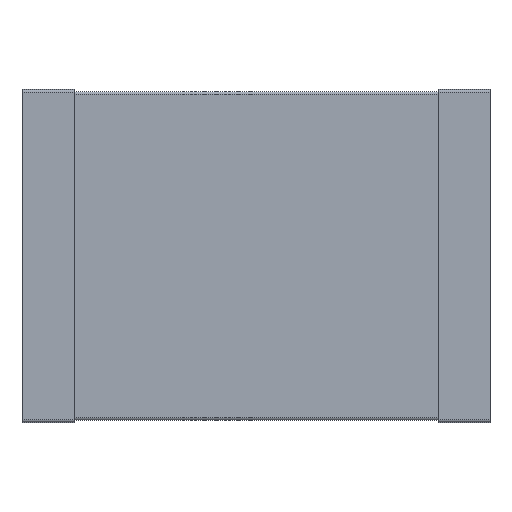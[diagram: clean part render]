
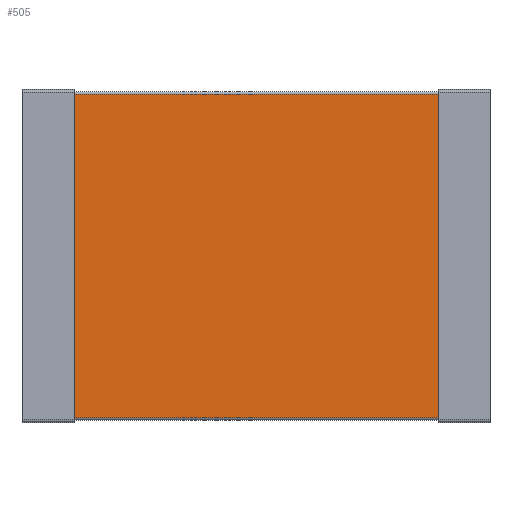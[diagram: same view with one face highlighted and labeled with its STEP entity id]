
A CAD part, top view. The second image highlights one B-rep face of the part: STEP entity #505.
In plain terms, the highlighted planar face has unit normal (0, 0, 1).
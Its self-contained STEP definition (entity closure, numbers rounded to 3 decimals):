
#243 = VERTEX_POINT('',#244);
#244 = CARTESIAN_POINT('',(1.75,-1.555,1.48));
#251 = EDGE_CURVE('',#243,#252,#254,.T.);
#252 = VERTEX_POINT('',#253);
#253 = CARTESIAN_POINT('',(1.75,1.555,1.48));
#254 = LINE('',#255,#256);
#255 = CARTESIAN_POINT('',(1.75,-1.58,1.48));
#256 = VECTOR('',#257,1.);
#257 = DIRECTION('',(0.,1.,0.));
#485 = VERTEX_POINT('',#486);
#486 = CARTESIAN_POINT('',(-1.75,1.555,1.48));
#493 = EDGE_CURVE('',#485,#252,#494,.T.);
#494 = LINE('',#495,#496);
#495 = CARTESIAN_POINT('',(-1.75,1.555,1.48));
#496 = VECTOR('',#497,1.);
#497 = DIRECTION('',(1.,0.,0.));
#505 = ADVANCED_FACE('',(#506),#524,.T.);
#506 = FACE_BOUND('',#507,.T.);
#507 = EDGE_LOOP('',(#508,#516,#522,#523));
#508 = ORIENTED_EDGE('',*,*,#509,.F.);
#509 = EDGE_CURVE('',#510,#485,#512,.T.);
#510 = VERTEX_POINT('',#511);
#511 = CARTESIAN_POINT('',(-1.75,-1.555,1.48));
#512 = LINE('',#513,#514);
#513 = CARTESIAN_POINT('',(-1.75,-1.58,1.48));
#514 = VECTOR('',#515,1.);
#515 = DIRECTION('',(0.,1.,0.));
#516 = ORIENTED_EDGE('',*,*,#517,.T.);
#517 = EDGE_CURVE('',#510,#243,#518,.T.);
#518 = LINE('',#519,#520);
#519 = CARTESIAN_POINT('',(-1.75,-1.555,1.48));
#520 = VECTOR('',#521,1.);
#521 = DIRECTION('',(1.,0.,0.));
#522 = ORIENTED_EDGE('',*,*,#251,.T.);
#523 = ORIENTED_EDGE('',*,*,#493,.F.);
#524 = PLANE('',#525);
#525 = AXIS2_PLACEMENT_3D('',#526,#527,#528);
#526 = CARTESIAN_POINT('',(-1.75,-1.58,1.48));
#527 = DIRECTION('',(0.,0.,1.));
#528 = DIRECTION('',(1.,0.,0.));
